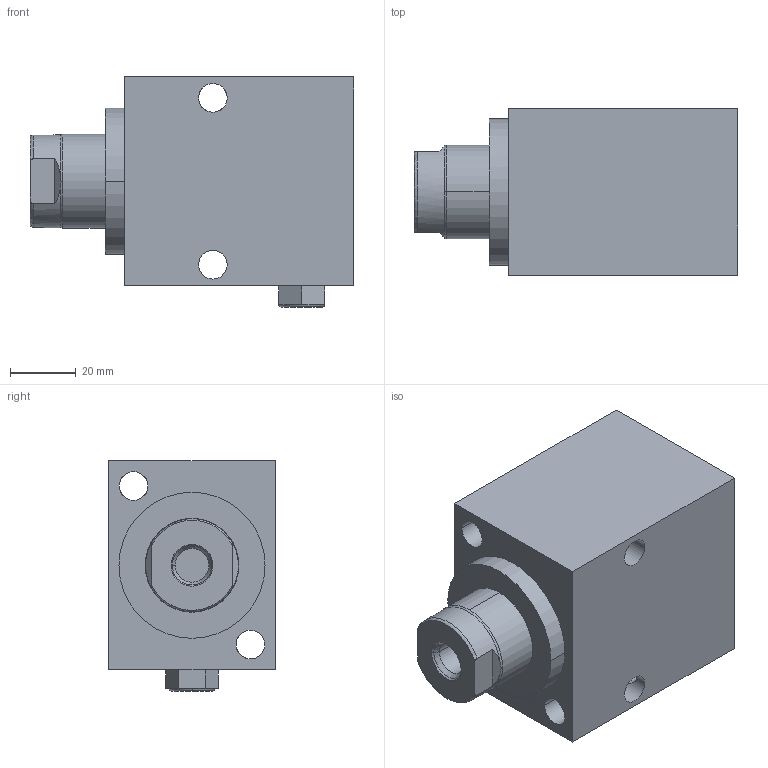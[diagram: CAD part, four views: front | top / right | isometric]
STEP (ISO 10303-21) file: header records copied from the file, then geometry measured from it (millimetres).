
FILE_DESCRIPTION((''),'2;1');
FILE_NAME('ILCM42511151','2018-07-17T',('ngp'),(''),'PRO/ENGINEER BY PARAMETRIC TECHNOLOGY CORPORATION, 2013320','PRO/ENGINEER BY PARAMETRIC TECHNOLOGY CORPORATION, 2013320','');
FILE_SCHEMA(('AUTOMOTIVE_DESIGN { 1 0 10303 214 1 1 1 1 }'));
Length unit declared in the file: millimetre
Products named in the file (1): ILCM42511151
Bounding box: 98.55 x 50.8 x 70.03 mm (x, y, z)
Volume: 231770 mm3; surface area: 33722.7 mm2
Topology: 1 solids, 4 shells, 91 faces, 218 edges, 138 vertices
Faces by surface type: cylinder 41, plane 36, cone 10, torus 4
Entity records: 3842 total; most frequent: CARTESIAN_POINT 685, DIRECTION 468, ORIENTED_EDGE 432, PRESENTATION_STYLE_ASSIGNMENT 242, STYLED_ITEM 220, CURVE_STYLE 218, EDGE_CURVE 218, AXIS2_PLACEMENT_3D 184
